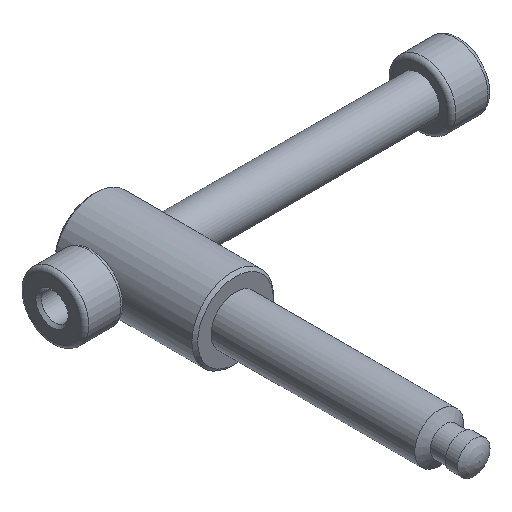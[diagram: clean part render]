
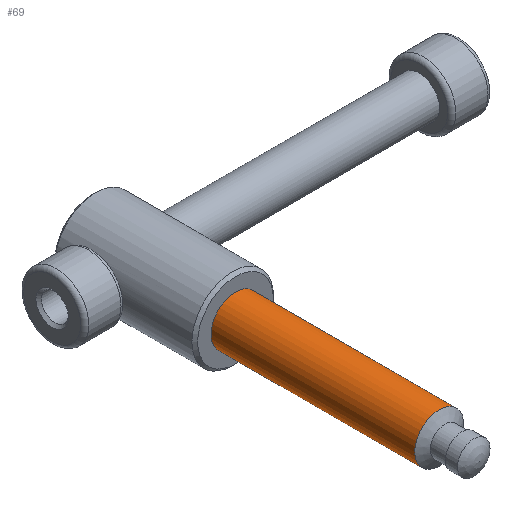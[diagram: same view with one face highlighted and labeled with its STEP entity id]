
A CAD part, isometric view. The second image highlights one B-rep face of the part: STEP entity #69.
In plain terms, the highlighted cylindrical face has radius 6 mm (diameter 12 mm), a full revolution.
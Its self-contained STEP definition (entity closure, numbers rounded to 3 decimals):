
#69 = ADVANCED_FACE( '', ( #159, #160 ), #161, .T. );
#159 = FACE_OUTER_BOUND( '', #281, .T. );
#160 = FACE_OUTER_BOUND( '', #282, .T. );
#161 = CYLINDRICAL_SURFACE( '', #283, 6. );
#281 = EDGE_LOOP( '', ( #413 ) );
#282 = EDGE_LOOP( '', ( #414 ) );
#283 = AXIS2_PLACEMENT_3D( '', #415, #416, #417 );
#413 = ORIENTED_EDGE( '', *, *, #560, .F. );
#414 = ORIENTED_EDGE( '', *, *, #541, .T. );
#415 = CARTESIAN_POINT( '', ( 0., 0., 0. ) );
#416 = DIRECTION( '', ( 0., 1., 0. ) );
#417 = DIRECTION( '', ( 0., 0., -1. ) );
#541 = EDGE_CURVE( '', #600, #600, #601, .T. );
#560 = EDGE_CURVE( '', #629, #629, #630, .T. );
#600 = VERTEX_POINT( '', #685 );
#601 = CIRCLE( '', #686, 6. );
#629 = VERTEX_POINT( '', #789 );
#630 = CIRCLE( '', #790, 6. );
#685 = CARTESIAN_POINT( '', ( 0., 60., -6. ) );
#686 = AXIS2_PLACEMENT_3D( '', #919, #920, #921 );
#789 = CARTESIAN_POINT( '', ( 0., 10., -6. ) );
#790 = AXIS2_PLACEMENT_3D( '', #949, #950, #951 );
#919 = CARTESIAN_POINT( '', ( 0., 60., 0. ) );
#920 = DIRECTION( '', ( 0., -1., 0. ) );
#921 = DIRECTION( '', ( 0., 0., -1. ) );
#949 = CARTESIAN_POINT( '', ( 0., 10., 0. ) );
#950 = DIRECTION( '', ( 0., -1., 0. ) );
#951 = DIRECTION( '', ( 0., 0., -1. ) );
